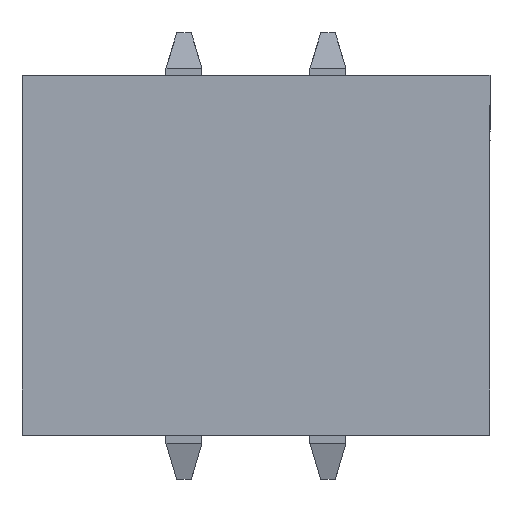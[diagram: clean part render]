
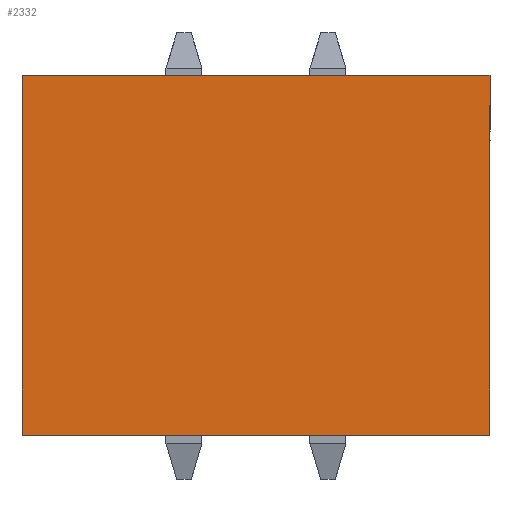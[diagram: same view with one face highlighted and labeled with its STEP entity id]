
A CAD part, top view. The second image highlights one B-rep face of the part: STEP entity #2332.
In plain terms, the highlighted planar face has unit normal (0, 0, 1).
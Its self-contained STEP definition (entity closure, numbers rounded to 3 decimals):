
#603=ORIENTED_EDGE('',*,*,#980,.T.);
#604=ORIENTED_EDGE('',*,*,#947,.F.);
#605=ORIENTED_EDGE('',*,*,#978,.F.);
#606=ORIENTED_EDGE('',*,*,#951,.T.);
#947=EDGE_CURVE('',#1181,#1182,#1471,.T.);
#951=EDGE_CURVE('',#1186,#1185,#1475,.T.);
#978=EDGE_CURVE('',#1186,#1181,#1499,.T.);
#980=EDGE_CURVE('',#1185,#1182,#1501,.T.);
#1181=VERTEX_POINT('',#3616);
#1182=VERTEX_POINT('',#3618);
#1185=VERTEX_POINT('',#3625);
#1186=VERTEX_POINT('',#3627);
#1471=LINE('',#3617,#1783);
#1475=LINE('',#3626,#1787);
#1499=LINE('',#3679,#1811);
#1501=LINE('',#3683,#1813);
#1783=VECTOR('',#2977,1000.);
#1787=VECTOR('',#2983,1000.);
#1811=VECTOR('',#3015,1000.);
#1813=VECTOR('',#3019,1000.);
#1963=EDGE_LOOP('',(#603,#604,#605,#606));
#2093=FACE_BOUND('',#1963,.T.);
#2213=PLANE('',#2508);
#2332=ADVANCED_FACE('',(#2093),#2213,.F.);
#2508=AXIS2_PLACEMENT_3D('',#3731,#3047,#3048);
#2977=DIRECTION('',(0.,1.,0.));
#2983=DIRECTION('',(0.,1.,0.));
#3015=DIRECTION('',(-1.,0.,0.));
#3019=DIRECTION('',(-1.,0.,0.));
#3047=DIRECTION('',(0.,0.,-1.));
#3048=DIRECTION('',(-1.,0.,0.));
#3616=CARTESIAN_POINT('',(-2.5,-3.25,2.25));
#3617=CARTESIAN_POINT('',(-2.5,-3.25,2.25));
#3618=CARTESIAN_POINT('',(-2.5,3.25,2.25));
#3625=CARTESIAN_POINT('',(2.5,3.25,2.25));
#3626=CARTESIAN_POINT('',(2.5,-3.25,2.25));
#3627=CARTESIAN_POINT('',(2.5,-3.25,2.25));
#3679=CARTESIAN_POINT('',(2.5,-3.25,2.25));
#3683=CARTESIAN_POINT('',(2.5,3.25,2.25));
#3731=CARTESIAN_POINT('',(2.5,-3.25,2.25));
